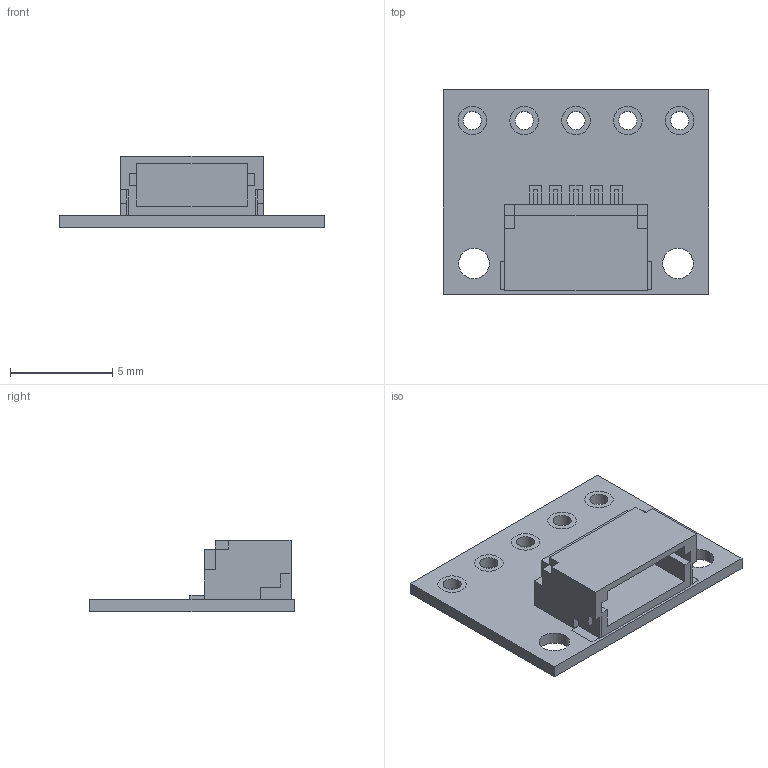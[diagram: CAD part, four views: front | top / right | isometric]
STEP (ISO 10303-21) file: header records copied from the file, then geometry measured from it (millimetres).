
FILE_DESCRIPTION(('FreeCAD Model'),'2;1');
FILE_NAME('Wireling_BREAKOUT_AST2001_REV1-STEP.step','2020-08-12T01:30:24',('Author'),(''), 'Open CASCADE STEP processor 7.4','FreeCAD','Unknown');
FILE_SCHEMA(('AUTOMOTIVE_DESIGN { 1 0 10303 214 1 1 1 1 }'));
Length unit declared in the file: millimetre
Products named in the file (1): Wireling_BREAKOUT_AST2001_REV1-STEP
Bounding box: 13 x 10 x 3.5 mm (x, y, z)
Volume: 170.2 mm3; surface area: 670.3 mm2
Topology: 20 solids, 20 shells, 239 faces, 563 edges, 366 vertices
Faces by surface type: plane 208, cylinder 31
Full cylindrical faces by diameter (mm): 0.891 x15, 1.397 x10, 1.502 x2
Entity records: 15600 total; most frequent: CARTESIAN_POINT 2415, DIRECTION 2211, LINE 1565, VECTOR 1565, ORIENTED_EDGE 1126, PCURVE 1126, DEFINITIONAL_REPRESENTATION 1126, EDGE_CURVE 563
